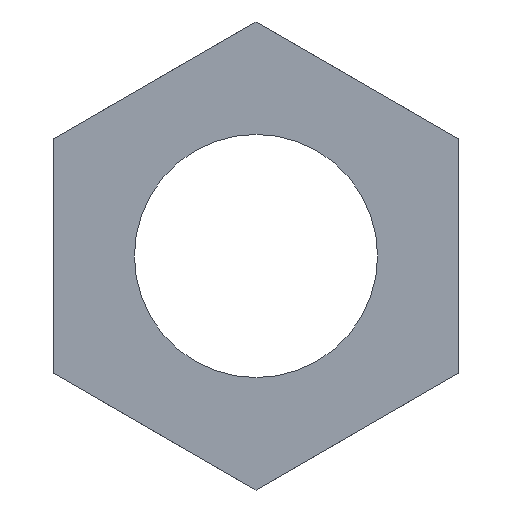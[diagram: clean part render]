
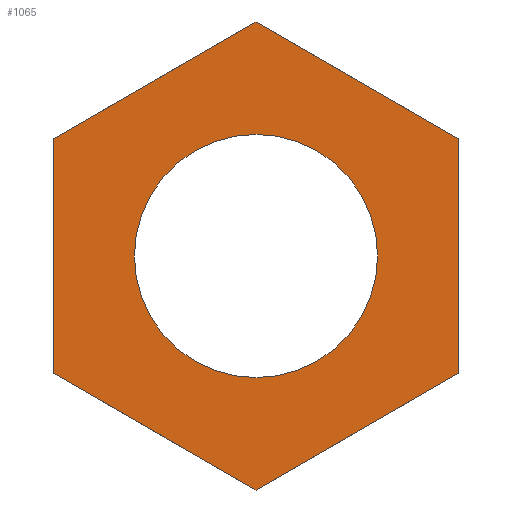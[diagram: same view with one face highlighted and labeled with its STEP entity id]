
A CAD part, front view. The second image highlights one B-rep face of the part: STEP entity #1065.
In plain terms, the highlighted planar face has unit normal (0, -1, 0).
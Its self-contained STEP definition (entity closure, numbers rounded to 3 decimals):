
#1 = VERTEX_POINT ( 'NONE', #909 ) ;
#2 = DIRECTION ( 'NONE',  ( 0., 1., 0. ) ) ;
#13 = LINE ( 'NONE', #275, #774 ) ;
#29 = CARTESIAN_POINT ( 'NONE',  ( 2.5, -11., 1.443 ) ) ;
#36 = AXIS2_PLACEMENT_3D ( 'NONE', #203, #211, #377 ) ;
#46 = CARTESIAN_POINT ( 'NONE',  ( 2.5, -11., -1.443 ) ) ;
#57 = LINE ( 'NONE', #327, #721 ) ;
#96 = CIRCLE ( 'NONE', #256, 1.5 ) ;
#101 = VERTEX_POINT ( 'NONE', #441 ) ;
#116 = VERTEX_POINT ( 'NONE', #123 ) ;
#119 = FACE_OUTER_BOUND ( 'NONE', #483, .T. ) ;
#123 = CARTESIAN_POINT ( 'NONE',  ( 0., -11., 2.887 ) ) ;
#128 = VECTOR ( 'NONE', #977, 1000. ) ;
#135 = EDGE_CURVE ( 'NONE', #445, #101, #160, .T. ) ;
#160 = CIRCLE ( 'NONE', #214, 1.5 ) ;
#181 = EDGE_CURVE ( 'NONE', #116, #1089, #57, .T. ) ;
#195 = FACE_BOUND ( 'NONE', #998, .T. ) ;
#203 = CARTESIAN_POINT ( 'NONE',  ( 0., -11., 0. ) ) ;
#211 = DIRECTION ( 'NONE',  ( 0., -1., 0. ) ) ;
#214 = AXIS2_PLACEMENT_3D ( 'NONE', #598, #1109, #412 ) ;
#239 = LINE ( 'NONE', #252, #128 ) ;
#252 = CARTESIAN_POINT ( 'NONE',  ( 0., -11., -2.887 ) ) ;
#256 = AXIS2_PLACEMENT_3D ( 'NONE', #810, #2, #1145 ) ;
#275 = CARTESIAN_POINT ( 'NONE',  ( -2.5, -11., 1.443 ) ) ;
#285 = CARTESIAN_POINT ( 'NONE',  ( -2.5, -11., -1.443 ) ) ;
#291 = ORIENTED_EDGE ( 'NONE', *, *, #800, .T. ) ;
#308 = VECTOR ( 'NONE', #532, 1000. ) ;
#327 = CARTESIAN_POINT ( 'NONE',  ( 0., -11., 2.887 ) ) ;
#368 = ORIENTED_EDGE ( 'NONE', *, *, #717, .T. ) ;
#377 = DIRECTION ( 'NONE',  ( 0., 0., -1. ) ) ;
#403 = ORIENTED_EDGE ( 'NONE', *, *, #626, .T. ) ;
#412 = DIRECTION ( 'NONE',  ( 1., 0., 0. ) ) ;
#441 = CARTESIAN_POINT ( 'NONE',  ( 1.5, -11., 0. ) ) ;
#445 = VERTEX_POINT ( 'NONE', #968 ) ;
#453 = DIRECTION ( 'NONE',  ( 0., 0., -1. ) ) ;
#466 = ORIENTED_EDGE ( 'NONE', *, *, #181, .T. ) ;
#483 = EDGE_LOOP ( 'NONE', ( #403, #665, #291, #1035, #466, #860 ) ) ;
#508 = VECTOR ( 'NONE', #1058, 1000. ) ;
#532 = DIRECTION ( 'NONE',  ( -0.866, 0., 0.5 ) ) ;
#554 = PLANE ( 'NONE',  #36 ) ;
#598 = CARTESIAN_POINT ( 'NONE',  ( 0., -11., 0. ) ) ;
#619 = VECTOR ( 'NONE', #766, 1000. ) ;
#626 = EDGE_CURVE ( 'NONE', #1104, #1, #792, .T. ) ;
#633 = VERTEX_POINT ( 'NONE', #29 ) ;
#665 = ORIENTED_EDGE ( 'NONE', *, *, #1010, .T. ) ;
#667 = DIRECTION ( 'NONE',  ( -0.866, 0., -0.5 ) ) ;
#701 = EDGE_CURVE ( 'NONE', #633, #116, #901, .T. ) ;
#705 = CARTESIAN_POINT ( 'NONE',  ( -2.5, -11., -1.443 ) ) ;
#711 = CARTESIAN_POINT ( 'NONE',  ( 2.5, -11., 1.443 ) ) ;
#717 = EDGE_CURVE ( 'NONE', #101, #445, #96, .T. ) ;
#721 = VECTOR ( 'NONE', #667, 1000. ) ;
#766 = DIRECTION ( 'NONE',  ( 0., 0., 1. ) ) ;
#774 = VECTOR ( 'NONE', #453, 1000. ) ;
#792 = LINE ( 'NONE', #705, #508 ) ;
#800 = EDGE_CURVE ( 'NONE', #817, #633, #996, .T. ) ;
#810 = CARTESIAN_POINT ( 'NONE',  ( 0., -11., 0. ) ) ;
#817 = VERTEX_POINT ( 'NONE', #835 ) ;
#835 = CARTESIAN_POINT ( 'NONE',  ( 2.5, -11., -1.443 ) ) ;
#836 = CARTESIAN_POINT ( 'NONE',  ( -2.5, -11., 1.443 ) ) ;
#860 = ORIENTED_EDGE ( 'NONE', *, *, #919, .T. ) ;
#901 = LINE ( 'NONE', #711, #308 ) ;
#909 = CARTESIAN_POINT ( 'NONE',  ( 0., -11., -2.887 ) ) ;
#919 = EDGE_CURVE ( 'NONE', #1089, #1104, #13, .T. ) ;
#968 = CARTESIAN_POINT ( 'NONE',  ( -1.5, -11., 0. ) ) ;
#977 = DIRECTION ( 'NONE',  ( 0.866, 0., 0.5 ) ) ;
#996 = LINE ( 'NONE', #46, #619 ) ;
#998 = EDGE_LOOP ( 'NONE', ( #368, #1008 ) ) ;
#1008 = ORIENTED_EDGE ( 'NONE', *, *, #135, .T. ) ;
#1010 = EDGE_CURVE ( 'NONE', #1, #817, #239, .T. ) ;
#1035 = ORIENTED_EDGE ( 'NONE', *, *, #701, .T. ) ;
#1058 = DIRECTION ( 'NONE',  ( 0.866, 0., -0.5 ) ) ;
#1065 = ADVANCED_FACE ( 'NONE', ( #195, #119 ), #554, .T. ) ;
#1089 = VERTEX_POINT ( 'NONE', #836 ) ;
#1104 = VERTEX_POINT ( 'NONE', #285 ) ;
#1109 = DIRECTION ( 'NONE',  ( 0., 1., 0. ) ) ;
#1145 = DIRECTION ( 'NONE',  ( 1., 0., 0. ) ) ;
